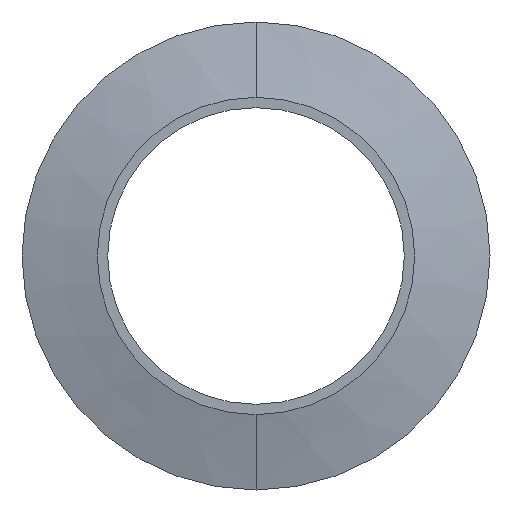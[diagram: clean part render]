
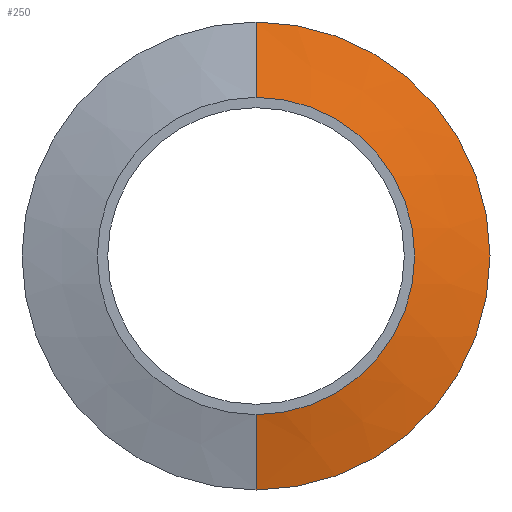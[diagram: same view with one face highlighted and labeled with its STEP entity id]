
A CAD part, front view. The second image highlights one B-rep face of the part: STEP entity #250.
In plain terms, the highlighted conical face has half-angle 75 degrees and reference radius 25.4 mm.
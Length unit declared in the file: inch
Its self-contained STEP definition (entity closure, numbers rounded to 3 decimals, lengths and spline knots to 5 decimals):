
#11 = EDGE_CURVE ( 'NONE', #291, #288, #269, .T. ) ;
#30 = CARTESIAN_POINT ( 'NONE',  ( 0., -0.24728, 1. ) ) ;
#51 = DIRECTION ( 'NONE',  ( 0., 1., 0. ) ) ;
#62 = CIRCLE ( 'NONE', #160, 1.475 ) ;
#68 = ORIENTED_EDGE ( 'NONE', *, *, #11, .T. ) ;
#75 = CARTESIAN_POINT ( 'NONE',  ( 0., -0.24728, 0. ) ) ;
#77 = DIRECTION ( 'NONE',  ( 0., 0.259, -0.966 ) ) ;
#90 = VERTEX_POINT ( 'NONE', #30 ) ;
#106 = VERTEX_POINT ( 'NONE', #373 ) ;
#110 = DIRECTION ( 'NONE',  ( 0., 0.259, 0.966 ) ) ;
#113 = VECTOR ( 'NONE', #77, 39.37008 ) ;
#124 = EDGE_CURVE ( 'NONE', #90, #291, #246, .T. ) ;
#140 = FACE_OUTER_BOUND ( 'NONE', #232, .T. ) ;
#160 = AXIS2_PLACEMENT_3D ( 'NONE', #188, #51, #275 ) ;
#165 = DIRECTION ( 'NONE',  ( 0., 1., 0. ) ) ;
#188 = CARTESIAN_POINT ( 'NONE',  ( 0., -0.12, 0. ) ) ;
#226 = CONICAL_SURFACE ( 'NONE', #274, 1., 1.309 ) ;
#229 = CARTESIAN_POINT ( 'NONE',  ( 0., -0.24728, 0. ) ) ;
#232 = EDGE_LOOP ( 'NONE', ( #285, #68, #277, #234 ) ) ;
#234 = ORIENTED_EDGE ( 'NONE', *, *, #244, .F. ) ;
#236 = DIRECTION ( 'NONE',  ( 0., 1., 0. ) ) ;
#238 = CARTESIAN_POINT ( 'NONE',  ( 0., -0.24728, 1. ) ) ;
#240 = DIRECTION ( 'NONE',  ( 0., 0., 1. ) ) ;
#244 = EDGE_CURVE ( 'NONE', #90, #106, #328, .T. ) ;
#246 = CIRCLE ( 'NONE', #365, 1. ) ;
#250 = ADVANCED_FACE ( 'NONE', ( #140 ), #226, .T. ) ;
#264 = VECTOR ( 'NONE', #110, 39.37008 ) ;
#269 = LINE ( 'NONE', #386, #113 ) ;
#270 = CARTESIAN_POINT ( 'NONE',  ( 0., -0.12, -1.475 ) ) ;
#274 = AXIS2_PLACEMENT_3D ( 'NONE', #75, #236, #240 ) ;
#275 = DIRECTION ( 'NONE',  ( 0., 0., 1. ) ) ;
#277 = ORIENTED_EDGE ( 'NONE', *, *, #370, .F. ) ;
#285 = ORIENTED_EDGE ( 'NONE', *, *, #124, .T. ) ;
#288 = VERTEX_POINT ( 'NONE', #270 ) ;
#291 = VERTEX_POINT ( 'NONE', #292 ) ;
#292 = CARTESIAN_POINT ( 'NONE',  ( 0., -0.24728, -1. ) ) ;
#328 = LINE ( 'NONE', #238, #264 ) ;
#365 = AXIS2_PLACEMENT_3D ( 'NONE', #229, #165, #369 ) ;
#369 = DIRECTION ( 'NONE',  ( 0., 0., 1. ) ) ;
#370 = EDGE_CURVE ( 'NONE', #106, #288, #62, .T. ) ;
#373 = CARTESIAN_POINT ( 'NONE',  ( 0., -0.12, 1.475 ) ) ;
#386 = CARTESIAN_POINT ( 'NONE',  ( 0., -0.24728, -1. ) ) ;
